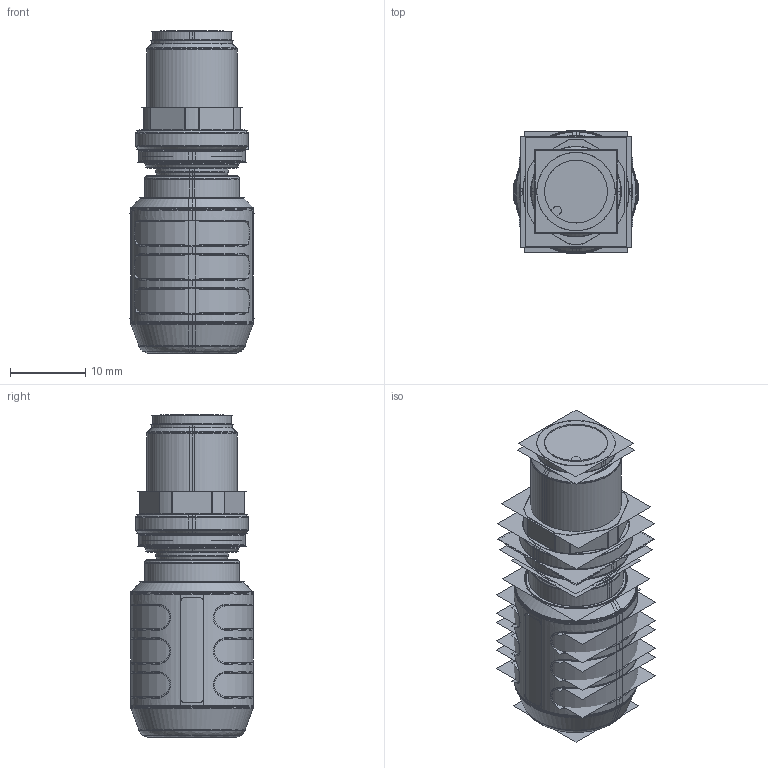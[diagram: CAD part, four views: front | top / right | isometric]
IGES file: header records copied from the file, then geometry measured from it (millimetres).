
Start section:  PTC IGES file: 209638.igs
Global section: file name: 209638.igs; native system: Creo Parametric by PTC Inc.; preprocessor: 2018300; author: pdmadmin; organization: Unknown; date: 20190328.140939; units: millimetre
Bounding box: 16.52 x 16.4 x 42.97 mm (x, y, z)
Surface area: 30280.6 mm2
Topology: 1 solids, 1 shells, 486 faces, 3288 edges, 4781 vertices
Faces by surface type: revolution 348, bspline 138
